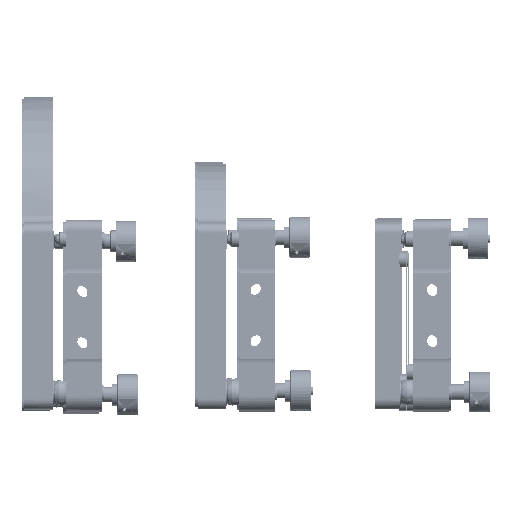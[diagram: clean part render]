
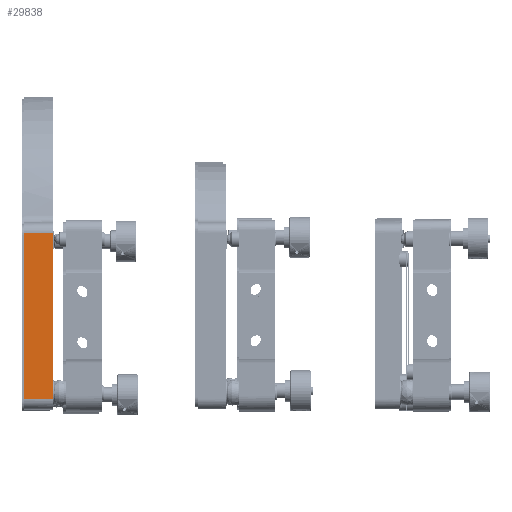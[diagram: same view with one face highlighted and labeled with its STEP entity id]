
A CAD part, front view. The second image highlights one B-rep face of the part: STEP entity #29838.
In plain terms, the highlighted free-form (B-spline) face has degree [1, 1] with [2, 2] control points.
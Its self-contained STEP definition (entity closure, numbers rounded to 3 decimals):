
#18640=B_SPLINE_CURVE_WITH_KNOTS('',1,(#247698,#247699),.UNSPECIFIED.,.F.,
 .F.,(2,2),(-65.,0.),.UNSPECIFIED.);
#18641=B_SPLINE_CURVE_WITH_KNOTS('',1,(#247700,#247701),.UNSPECIFIED.,.F.,
 .F.,(2,2),(-65.,0.),.UNSPECIFIED.);
#18676=B_SPLINE_CURVE_WITH_KNOTS('',1,(#248262,#248263),.UNSPECIFIED.,.F.,
 .F.,(2,2),(-65.,0.),.UNSPECIFIED.);
#18677=B_SPLINE_CURVE_WITH_KNOTS('',1,(#248264,#248265),.UNSPECIFIED.,.F.,
 .F.,(2,2),(-65.,0.),.UNSPECIFIED.);
#19194=B_SPLINE_CURVE_WITH_KNOTS('',1,(#250231,#250232),.UNSPECIFIED.,.F.,
 .F.,(2,2),(0.,11.),.UNSPECIFIED.);
#19195=B_SPLINE_CURVE_WITH_KNOTS('',1,(#250233,#250234),.UNSPECIFIED.,.F.,
 .F.,(2,2),(0.,11.),.UNSPECIFIED.);
#19201=B_SPLINE_CURVE_WITH_KNOTS('',1,(#250245,#250246),.UNSPECIFIED.,.F.,
 .F.,(2,2),(0.,11.),.UNSPECIFIED.);
#19202=B_SPLINE_CURVE_WITH_KNOTS('',1,(#250247,#250248),.UNSPECIFIED.,.F.,
 .F.,(2,2),(0.,11.),.UNSPECIFIED.);
#19213=B_SPLINE_CURVE_WITH_KNOTS('',1,(#250289,#250290),.UNSPECIFIED.,.F.,
 .F.,(2,2),(-65.,0.),.UNSPECIFIED.);
#19214=B_SPLINE_CURVE_WITH_KNOTS('',1,(#250291,#250292),.UNSPECIFIED.,.F.,
 .F.,(2,2),(0.,11.),.UNSPECIFIED.);
#19215=B_SPLINE_CURVE_WITH_KNOTS('',1,(#250293,#250294),.UNSPECIFIED.,.F.,
 .F.,(2,2),(-65.,0.),.UNSPECIFIED.);
#19216=B_SPLINE_CURVE_WITH_KNOTS('',1,(#250295,#250296),.UNSPECIFIED.,.F.,
 .F.,(2,2),(0.,11.),.UNSPECIFIED.);
#26033=(
BOUNDED_SURFACE()
B_SPLINE_SURFACE(2,1,((#246139,#246140),(#246141,#246142),(#246143,#246144),
(#246145,#246146),(#246147,#246148),(#246149,#246150),(#246151,#246152),
(#246153,#246154),(#246155,#246156)),.UNSPECIFIED.,.T.,.F.,.F.)
B_SPLINE_SURFACE_WITH_KNOTS((3,2,2,2,3),(2,2),(0.,1.571,3.142,
4.712,6.283),(0.,13.44),.UNSPECIFIED.)
GEOMETRIC_REPRESENTATION_ITEM()
RATIONAL_B_SPLINE_SURFACE(((1.,1.),(0.707,0.707),
(1.,1.),(0.707,0.707),(1.,1.),(0.707,
0.707),(1.,1.),(0.707,0.707),(1.,1.)))
REPRESENTATION_ITEM('')
SURFACE()
);
#26034=(
BOUNDED_SURFACE()
B_SPLINE_SURFACE(2,1,((#246157,#246158),(#246159,#246160),(#246161,#246162),
(#246163,#246164),(#246165,#246166),(#246167,#246168),(#246169,#246170),
(#246171,#246172),(#246173,#246174)),.UNSPECIFIED.,.T.,.F.,.F.)
B_SPLINE_SURFACE_WITH_KNOTS((3,2,2,2,3),(2,2),(0.,1.571,3.142,
4.712,6.283),(0.,13.44),.UNSPECIFIED.)
GEOMETRIC_REPRESENTATION_ITEM()
RATIONAL_B_SPLINE_SURFACE(((1.,1.),(0.707,0.707),
(1.,1.),(0.707,0.707),(1.,1.),(0.707,
0.707),(1.,1.),(0.707,0.707),(1.,1.)))
REPRESENTATION_ITEM('')
SURFACE()
);
#29838=ADVANCED_FACE('',(#33848),#146111,.T.);
#33848=FACE_OUTER_BOUND('',#38350,.T.);
#38350=EDGE_LOOP('',(#55835,#55836,#55837,#55838));
#55835=ORIENTED_EDGE('',*,*,#124577,.F.);
#55836=ORIENTED_EDGE('',*,*,#124927,.F.);
#55837=ORIENTED_EDGE('',*,*,#124654,.F.);
#55838=ORIENTED_EDGE('',*,*,#124926,.F.);
#77209=PCURVE('',#146070,#99203);
#77293=PCURVE('',#146071,#99287);
#77812=PCURVE('',#26033,#99806);
#77818=PCURVE('',#26034,#99812);
#77829=PCURVE('',#146111,#99823);
#77830=PCURVE('',#146111,#99824);
#77831=PCURVE('',#146111,#99825);
#77832=PCURVE('',#146111,#99826);
#99203=DEFINITIONAL_REPRESENTATION('',(#18641),#288927);
#99287=DEFINITIONAL_REPRESENTATION('',(#18677),#288927);
#99806=DEFINITIONAL_REPRESENTATION('',(#19195),#288927);
#99812=DEFINITIONAL_REPRESENTATION('',(#19202),#288927);
#99823=DEFINITIONAL_REPRESENTATION('',(#19213),#288927);
#99824=DEFINITIONAL_REPRESENTATION('',(#19214),#288927);
#99825=DEFINITIONAL_REPRESENTATION('',(#19215),#288927);
#99826=DEFINITIONAL_REPRESENTATION('',(#19216),#288927);
#113498=SURFACE_CURVE('',#18640,(#77209,#77829),.PCURVE_S1.);
#113575=SURFACE_CURVE('',#18676,(#77293,#77831),.PCURVE_S1.);
#113847=SURFACE_CURVE('',#19194,(#77812,#77832),.PCURVE_S1.);
#113848=SURFACE_CURVE('',#19201,(#77818,#77830),.PCURVE_S1.);
#124577=EDGE_CURVE('',#142310,#142311,#113498,.T.);
#124654=EDGE_CURVE('',#142385,#142386,#113575,.T.);
#124926=EDGE_CURVE('',#142311,#142385,#113847,.T.);
#124927=EDGE_CURVE('',#142386,#142310,#113848,.T.);
#142310=VERTEX_POINT('',#246936);
#142311=VERTEX_POINT('',#246937);
#142385=VERTEX_POINT('',#247011);
#142386=VERTEX_POINT('',#247012);
#146070=B_SPLINE_SURFACE_WITH_KNOTS('',1,1,((#245093,#245094),(#245095,
#245096)),.UNSPECIFIED.,.F.,.F.,.F.,(2,2),(2,2),(0.,147.),
(0.,147.),.UNSPECIFIED.);
#146071=B_SPLINE_SURFACE_WITH_KNOTS('',1,1,((#245133,#245134),(#245135,
#245136)),.UNSPECIFIED.,.F.,.F.,.F.,(2,2),(2,2),(-150.717,-3.717),
(0.338,147.338),.UNSPECIFIED.);
#146111=B_SPLINE_SURFACE_WITH_KNOTS('',1,1,((#246211,#246212),(#246213,
#246214)),.UNSPECIFIED.,.F.,.F.,.F.,(2,2),(2,2),(0.,13.44),
(0.,78.24),.UNSPECIFIED.);
#245093=CARTESIAN_POINT('',(-56.75,-90.949,44.425));
#245094=CARTESIAN_POINT('',(-56.75,56.051,44.425));
#245095=CARTESIAN_POINT('',(-56.75,-90.949,-102.575));
#245096=CARTESIAN_POINT('',(-56.75,56.051,-102.575));
#245133=CARTESIAN_POINT('',(-67.75,-90.949,-102.575));
#245134=CARTESIAN_POINT('',(-67.75,56.051,-102.575));
#245135=CARTESIAN_POINT('',(-67.75,-90.949,44.425));
#245136=CARTESIAN_POINT('',(-67.75,56.051,44.425));
#246139=CARTESIAN_POINT('',(-68.97,-74.599,-82.225));
#246140=CARTESIAN_POINT('',(-55.53,-74.599,-82.225));
#246141=CARTESIAN_POINT('',(-68.97,-78.599,-82.225));
#246142=CARTESIAN_POINT('',(-55.53,-78.599,-82.225));
#246143=CARTESIAN_POINT('',(-68.97,-78.599,-86.225));
#246144=CARTESIAN_POINT('',(-55.53,-78.599,-86.225));
#246145=CARTESIAN_POINT('',(-68.97,-78.599,-90.225));
#246146=CARTESIAN_POINT('',(-55.53,-78.599,-90.225));
#246147=CARTESIAN_POINT('',(-68.97,-74.599,-90.225));
#246148=CARTESIAN_POINT('',(-55.53,-74.599,-90.225));
#246149=CARTESIAN_POINT('',(-68.97,-70.599,-90.225));
#246150=CARTESIAN_POINT('',(-55.53,-70.599,-90.225));
#246151=CARTESIAN_POINT('',(-68.97,-70.599,-86.225));
#246152=CARTESIAN_POINT('',(-55.53,-70.599,-86.225));
#246153=CARTESIAN_POINT('',(-68.97,-70.599,-82.225));
#246154=CARTESIAN_POINT('',(-55.53,-70.599,-82.225));
#246155=CARTESIAN_POINT('',(-68.97,-74.599,-82.225));
#246156=CARTESIAN_POINT('',(-55.53,-74.599,-82.225));
#246157=CARTESIAN_POINT('',(-68.97,-74.599,-25.225));
#246158=CARTESIAN_POINT('',(-55.53,-74.599,-25.225));
#246159=CARTESIAN_POINT('',(-68.97,-70.599,-25.225));
#246160=CARTESIAN_POINT('',(-55.53,-70.599,-25.225));
#246161=CARTESIAN_POINT('',(-68.97,-70.599,-21.225));
#246162=CARTESIAN_POINT('',(-55.53,-70.599,-21.225));
#246163=CARTESIAN_POINT('',(-68.97,-70.599,-17.225));
#246164=CARTESIAN_POINT('',(-55.53,-70.599,-17.225));
#246165=CARTESIAN_POINT('',(-68.97,-74.599,-17.225));
#246166=CARTESIAN_POINT('',(-55.53,-74.599,-17.225));
#246167=CARTESIAN_POINT('',(-68.97,-78.599,-17.225));
#246168=CARTESIAN_POINT('',(-55.53,-78.599,-17.225));
#246169=CARTESIAN_POINT('',(-68.97,-78.599,-21.225));
#246170=CARTESIAN_POINT('',(-55.53,-78.599,-21.225));
#246171=CARTESIAN_POINT('',(-68.97,-78.599,-25.225));
#246172=CARTESIAN_POINT('',(-55.53,-78.599,-25.225));
#246173=CARTESIAN_POINT('',(-68.97,-74.599,-25.225));
#246174=CARTESIAN_POINT('',(-55.53,-74.599,-25.225));
#246211=CARTESIAN_POINT('',(-55.53,-78.599,-14.605));
#246212=CARTESIAN_POINT('',(-55.53,-78.599,-92.845));
#246213=CARTESIAN_POINT('',(-68.97,-78.599,-14.605));
#246214=CARTESIAN_POINT('',(-68.97,-78.599,-92.845));
#246936=CARTESIAN_POINT('',(-56.75,-78.599,-21.225));
#246937=CARTESIAN_POINT('',(-56.75,-78.599,-86.225));
#247011=CARTESIAN_POINT('',(-67.75,-78.599,-86.225));
#247012=CARTESIAN_POINT('',(-67.75,-78.599,-21.225));
#247698=CARTESIAN_POINT('',(-56.75,-78.599,-21.225));
#247699=CARTESIAN_POINT('',(-56.75,-78.599,-86.225));
#247700=CARTESIAN_POINT('',(65.65,12.35));
#247701=CARTESIAN_POINT('',(130.65,12.35));
#248262=CARTESIAN_POINT('',(-67.75,-78.599,-86.225));
#248263=CARTESIAN_POINT('',(-67.75,-78.599,-21.225));
#248264=CARTESIAN_POINT('',(-134.367,12.688));
#248265=CARTESIAN_POINT('',(-69.367,12.688));
#250231=CARTESIAN_POINT('',(-56.75,-78.599,-86.225));
#250232=CARTESIAN_POINT('',(-67.75,-78.599,-86.225));
#250233=CARTESIAN_POINT('',(1.571,12.22));
#250234=CARTESIAN_POINT('',(1.571,1.22));
#250245=CARTESIAN_POINT('',(-67.75,-78.599,-21.225));
#250246=CARTESIAN_POINT('',(-56.75,-78.599,-21.225));
#250247=CARTESIAN_POINT('',(4.712,1.22));
#250248=CARTESIAN_POINT('',(4.712,12.22));
#250289=CARTESIAN_POINT('',(1.22,6.62));
#250290=CARTESIAN_POINT('',(1.22,71.62));
#250291=CARTESIAN_POINT('',(12.22,6.62));
#250292=CARTESIAN_POINT('',(1.22,6.62));
#250293=CARTESIAN_POINT('',(12.22,71.62));
#250294=CARTESIAN_POINT('',(12.22,6.62));
#250295=CARTESIAN_POINT('',(1.22,71.62));
#250296=CARTESIAN_POINT('',(12.22,71.62));
#288927=(
GEOMETRIC_REPRESENTATION_CONTEXT(2)
PARAMETRIC_REPRESENTATION_CONTEXT()
REPRESENTATION_CONTEXT('pspace','')
);
